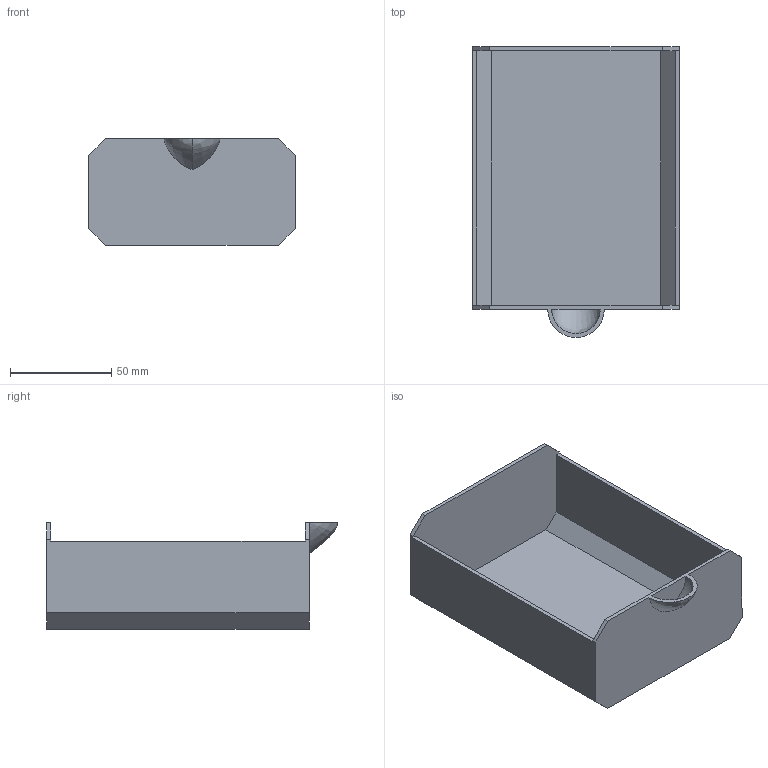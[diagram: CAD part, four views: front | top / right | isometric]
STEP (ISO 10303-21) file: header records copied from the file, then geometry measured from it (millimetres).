
FILE_DESCRIPTION(/* description */ ('STEP AP242','CAx-IF Rec.Pracs.---Representation and Presentation of Product Manufacturing Information (PMI)---4.0---2014-10-13','CAx-IF Rec.Pracs.---3D Tessellated Geometry---0.4---2014-09-14','2;1'),/* implementation_level */ '2;1');
FILE_NAME(/* name */ '647a3e74034fd51ae24e0b23',/* time_stamp */ '2023-06-02T19:09:41Z',/* author */ (''),/* organization */ (''),/* preprocessor_version */ 'ST-DEVELOPER v19.4',/* originating_system */ ' ',/* authorisation */ ' ');
FILE_SCHEMA (('AP242_MANAGED_MODEL_BASED_3D_ENGINEERING_MIM_LF { 1 0 10303 442 1 1 4 }'));
Length unit declared in the file: metre
Products named in the file (1): Modular Gridfinity Drawer 2x3 solid bottom
Bounding box: 102.39 x 144 x 52.9 mm (x, y, z)
Volume: 66442.3 mm3; surface area: 67546.9 mm2
Topology: 1 solids, 1 shells, 26 faces, 79 edges, 52 vertices
Faces by surface type: plane 23, bspline 3
Entity records: 1063 total; most frequent: CARTESIAN_POINT 357, ORIENTED_EDGE 150, DIRECTION 126, EDGE_CURVE 75, LINE 68, VECTOR 68, VERTEX_POINT 52, AXIS2_PLACEMENT_3D 29
